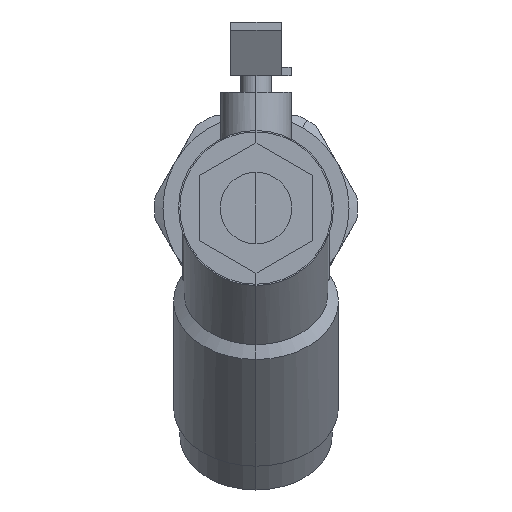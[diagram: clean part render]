
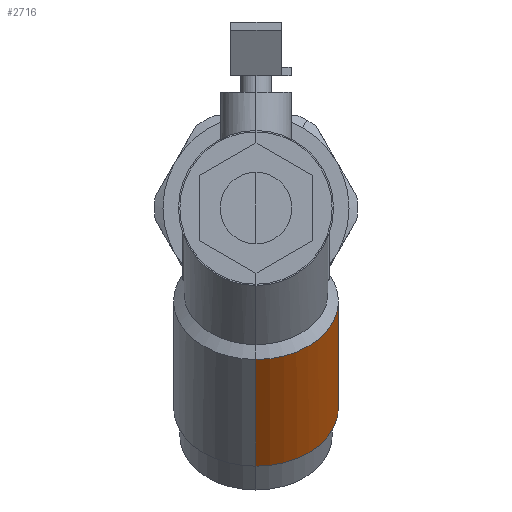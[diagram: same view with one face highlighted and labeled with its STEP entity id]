
A CAD part, left-side view. The second image highlights one B-rep face of the part: STEP entity #2716.
In plain terms, the highlighted cylindrical face has radius 29.25 mm (diameter 58.5 mm), a partial arc.
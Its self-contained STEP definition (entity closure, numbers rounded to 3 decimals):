
#114=B_SPLINE_CURVE_WITH_KNOTS($,3,(#4542,#4543,#4544,#4545,#4546,#4547,
#4548,#4549,#4550,#4551,#4552,#4553,#4554,#4555,#4556,#4557,#4558,#4559,
#4560,#4561,#4562,#4563,#4564,#4565,#4566,#4567,#4568,#4569,#4570,#4571,
#4572,#4573,#4574,#4575,#4576,#4577),.UNSPECIFIED.,.F.,.F.,(4,2,2,2,2,2,
2,2,2,2,2,2,2,2,2,2,2,4),(-85.204,-82.62,-80.035,
-77.45,-74.865,-72.281,-69.696,
-67.111,-64.527,-62.14,-59.753,
-57.366,-54.979,-52.389,-51.094,
-49.799,-47.209,-44.619),.UNSPECIFIED.);
#196=CIRCLE($,#2964,29.25);
#198=CIRCLE($,#2968,29.25);
#277=CYLINDRICAL_SURFACE($,#2973,29.25);
#419=FACE_OUTER_BOUND($,#590,.T.);
#590=EDGE_LOOP($,(#2210,#2211,#2212,#2213,#2214,#2215));
#774=LINE($,#4495,#997);
#807=LINE($,#4876,#1030);
#808=LINE($,#4877,#1031);
#997=VECTOR($,#3441,20.929);
#1030=VECTOR($,#3596,53.5);
#1031=VECTOR($,#3597,11.652);
#1211=VERTEX_POINT($,#4485);
#1214=VERTEX_POINT($,#4491);
#1218=VERTEX_POINT($,#4541);
#1255=VERTEX_POINT($,#4859);
#1256=VERTEX_POINT($,#4860);
#1257=VERTEX_POINT($,#4867);
#1513=EDGE_CURVE($,#1211,#1214,#774,.T.);
#1518=EDGE_CURVE($,#1218,#1211,#114,.T.);
#1586=EDGE_CURVE($,#1255,#1256,#196,.T.);
#1591=EDGE_CURVE($,#1214,#1257,#198,.T.);
#1595=EDGE_CURVE($,#1255,#1257,#807,.T.);
#1596=EDGE_CURVE($,#1218,#1256,#808,.T.);
#2210=ORIENTED_EDGE($,*,*,#1595,.F.);
#2211=ORIENTED_EDGE($,*,*,#1586,.T.);
#2212=ORIENTED_EDGE($,*,*,#1596,.F.);
#2213=ORIENTED_EDGE($,*,*,#1518,.T.);
#2214=ORIENTED_EDGE($,*,*,#1513,.T.);
#2215=ORIENTED_EDGE($,*,*,#1591,.T.);
#2716=ADVANCED_FACE($,(#419),#277,.T.);
#2964=AXIS2_PLACEMENT_3D($,#4861,#3573,#3574);
#2968=AXIS2_PLACEMENT_3D($,#4870,#3584,#3585);
#2973=AXIS2_PLACEMENT_3D($,#4875,#3594,#3595);
#3441=DIRECTION($,(-0.707,0.,0.707));
#3573=DIRECTION('center_axis',(-0.707,0.,0.707));
#3574=DIRECTION('ref_axis',(-0.707,0.,-0.707));
#3584=DIRECTION('center_axis',(0.707,0.,-0.707));
#3585=DIRECTION('ref_axis',(-0.707,0.,-0.707));
#3594=DIRECTION('center_axis',(0.707,0.,-0.707));
#3595=DIRECTION('ref_axis',(-0.707,0.,-0.707));
#3596=DIRECTION($,(-0.707,0.,0.707));
#3597=DIRECTION($,(0.707,0.,-0.707));
#4485=CARTESIAN_POINT('',(57.3,-26.,-38.349));
#4491=CARTESIAN_POINT('',(42.501,-26.,-23.551));
#4495=CARTESIAN_POINT($,(57.3,-26.,-38.349));
#4541=CARTESIAN_POINT('',(83.3,0.,-41.934));
#4542=CARTESIAN_POINT('Ctrl Pts',(83.3,0.,
-41.934));
#4543=CARTESIAN_POINT('Ctrl Pts',(83.3,-0.862,-41.934));
#4544=CARTESIAN_POINT('Ctrl Pts',(83.257,-1.736,-41.945));
#4545=CARTESIAN_POINT('Ctrl Pts',(83.079,-3.495,-41.991));
#4546=CARTESIAN_POINT('Ctrl Pts',(82.944,-4.379,-42.025));
#4547=CARTESIAN_POINT('Ctrl Pts',(82.581,-6.138,-42.117));
#4548=CARTESIAN_POINT('Ctrl Pts',(82.353,-7.013,-42.174));
#4549=CARTESIAN_POINT('Ctrl Pts',(81.804,-8.739,-42.307));
#4550=CARTESIAN_POINT('Ctrl Pts',(81.484,-9.59,-42.384));
#4551=CARTESIAN_POINT('Ctrl Pts',(80.757,-11.251,-42.553));
#4552=CARTESIAN_POINT('Ctrl Pts',(80.35,-12.063,-42.646));
#4553=CARTESIAN_POINT('Ctrl Pts',(79.457,-13.635,-42.839));
#4554=CARTESIAN_POINT('Ctrl Pts',(78.97,-14.394,-42.94));
#4555=CARTESIAN_POINT('Ctrl Pts',(77.929,-15.85,-43.143));
#4556=CARTESIAN_POINT('Ctrl Pts',(77.374,-16.547,-43.244));
#4557=CARTESIAN_POINT('Ctrl Pts',(76.21,-17.866,-43.437));
#4558=CARTESIAN_POINT('Ctrl Pts',(75.6,-18.489,-43.528));
#4559=CARTESIAN_POINT('Ctrl Pts',(74.39,-19.611,-43.682));
#4560=CARTESIAN_POINT('Ctrl Pts',(73.756,-20.147,-43.75));
#4561=CARTESIAN_POINT('Ctrl Pts',(72.41,-21.176,-43.855));
#4562=CARTESIAN_POINT('Ctrl Pts',(71.697,-21.667,-43.892));
#4563=CARTESIAN_POINT('Ctrl Pts',(70.229,-22.574,-43.906));
#4564=CARTESIAN_POINT('Ctrl Pts',(69.472,-22.99,-43.883));
#4565=CARTESIAN_POINT('Ctrl Pts',(67.96,-23.729,-43.758));
#4566=CARTESIAN_POINT('Ctrl Pts',(67.203,-24.053,-43.654));
#4567=CARTESIAN_POINT('Ctrl Pts',(65.678,-24.628,-43.347));
#4568=CARTESIAN_POINT('Ctrl Pts',(64.849,-24.895,-43.123));
#4569=CARTESIAN_POINT('Ctrl Pts',(63.608,-25.227,-42.669));
#4570=CARTESIAN_POINT('Ctrl Pts',(63.194,-25.327,-42.498));
#4571=CARTESIAN_POINT('Ctrl Pts',(62.375,-25.503,-42.118));
#4572=CARTESIAN_POINT('Ctrl Pts',(61.97,-25.58,-41.908));
#4573=CARTESIAN_POINT('Ctrl Pts',(60.777,-25.779,-41.228));
#4574=CARTESIAN_POINT('Ctrl Pts',(60.012,-25.868,-40.703));
#4575=CARTESIAN_POINT('Ctrl Pts',(58.579,-25.978,-39.569));
#4576=CARTESIAN_POINT('Ctrl Pts',(57.91,-26.,-38.96));
#4577=CARTESIAN_POINT('Ctrl Pts',(57.3,-26.,-38.349));
#4859=CARTESIAN_POINT('',(50.173,0.,-91.539));
#4860=CARTESIAN_POINT('',(91.539,0.,-50.173));
#4861=CARTESIAN_POINT('Origin',(70.856,0.,
-70.856));
#4867=CARTESIAN_POINT('',(12.343,0.,-53.709));
#4870=CARTESIAN_POINT('Origin',(33.026,0.,
-33.026));
#4875=CARTESIAN_POINT('Origin',(0.,0.,
0.));
#4876=CARTESIAN_POINT($,(50.173,0.,-91.539));
#4877=CARTESIAN_POINT($,(83.3,0.,-41.934));
